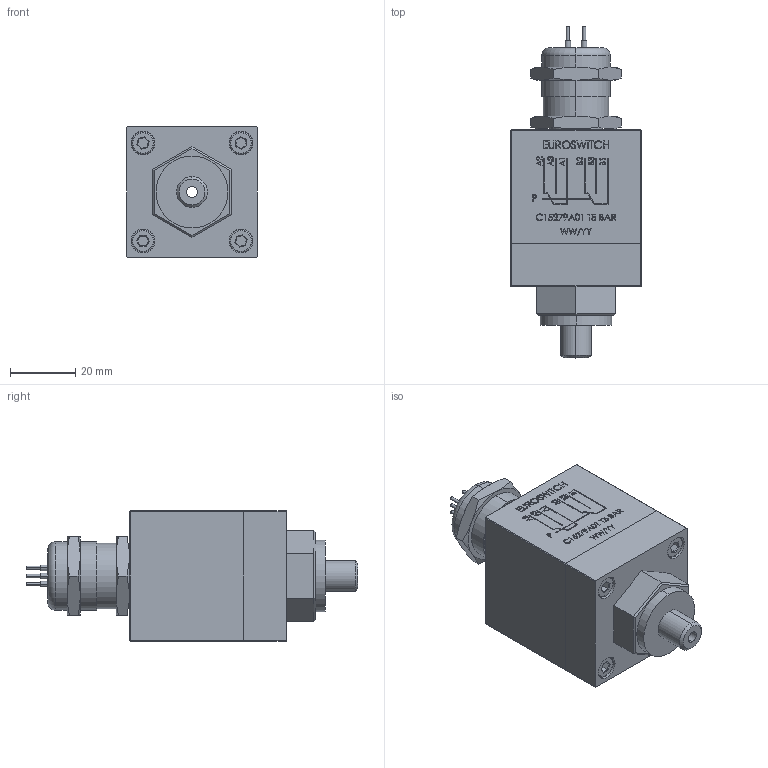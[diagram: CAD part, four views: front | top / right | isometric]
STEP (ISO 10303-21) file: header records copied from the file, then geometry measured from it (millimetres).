
FILE_DESCRIPTION (( 'STEP AP214' ), '1' );
FILE_NAME ('67.STEP', '2020-02-12T14:57:56', ( '' ), ( '' ), 'SwSTEP 2.0', 'SolidWorks 2019', '' );
FILE_SCHEMA (( 'AUTOMOTIVE_DESIGN' ));
Length unit declared in the file: millimetre
Products named in the file (1): 67
Bounding box: 40 x 101.6 x 40 mm (x, y, z)
Surface area: 17957.5 mm2 (no closed solid volume)
Topology: 0 solids, 19 shells, 513 faces, 1925 edges, 1369 vertices
Faces by surface type: plane 330, bspline 103, cylinder 50, cone 20, torus 10
Entity records: 33819 total; most frequent: CARTESIAN_POINT 13341, ORIENTED_EDGE 2908, DIRECTION 2497, EDGE_CURVE 1925, LINE 1371, VECTOR 1371, VERTEX_POINT 1369, EDGE_LOOP 603
